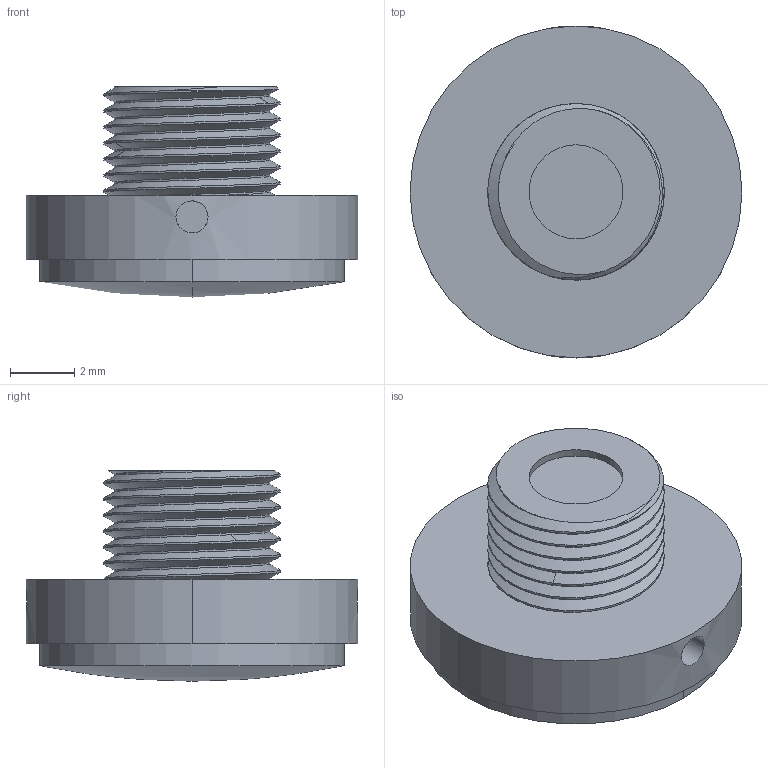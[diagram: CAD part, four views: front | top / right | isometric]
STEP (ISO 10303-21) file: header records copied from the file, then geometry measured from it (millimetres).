
FILE_DESCRIPTION((''),'2;1');
FILE_NAME('P0843987-01-HYPERFISHEYE_LENS_1_ASM','2024-10-29T14:03:08',('krynock'),('Meta, INC'),'CREO PARAMETRIC BY PTC INC, 2024133','CREO PARAMETRIC BY PTC INC, 2024133','');
FILE_SCHEMA(('AUTOMOTIVE_DESIGN { 1 0 10303 214 1 1 1 1 }'));
Length unit declared in the file: millimetre
Products named in the file (13): P0844246-03-HOUSING; P0844250-02-ELEMENT_1; P0844252-02-ELEMENT_2; P0844253-02-STOP_1; P0844253-02-STOP_2; P0844253-02-STOP_ASM; P0844256-02-ELEMENT_3; P0844259-02-ELEMENT_4; P0844260-02-ELEMENT_5; P0843987-01-HYPERFISHEYE_LENS_2; P0844261-02-FILTER_GLASS; P0844613-01-ADHESIVE; P0843987-01-HYPERFISHEYE_LENS_1_ASM
Assembly tree (13 placements, depth 3):
  P0843987-01-HYPERFISHEYE_LENS_1_ASM
    P0844246-03-HOUSING
    P0844250-02-ELEMENT_1
    P0844252-02-ELEMENT_2
    P0844253-02-STOP_ASM
      P0844253-02-STOP_1
      P0844253-02-STOP_2
    P0844256-02-ELEMENT_3
    P0844259-02-ELEMENT_4
    P0844260-02-ELEMENT_5
    P0843987-01-HYPERFISHEYE_LENS_2
    P0844261-02-FILTER_GLASS
    P0844613-01-ADHESIVE  x2
Bounding box: 10.34 x 10.34 x 6.56 mm (x, y, z)
Volume: 279.2 mm3; surface area: 794.5 mm2
Topology: 11 solids, 12 shells, 152 faces, 371 edges, 243 vertices
Faces by surface type: cylinder 58, plane 32, cone 23, revolution 14, torus 10, bspline 9, sphere 4, extrusion 2
Entity records: 13228 total; most frequent: CARTESIAN_POINT 5016, DIRECTION 1101, ORIENTED_EDGE 671, AXIS2_PLACEMENT_3D 464, PRESENTATION_STYLE_ASSIGNMENT 400, STYLED_ITEM 400, PROPERTY_DEFINITION 396, CURVE_STYLE 389
